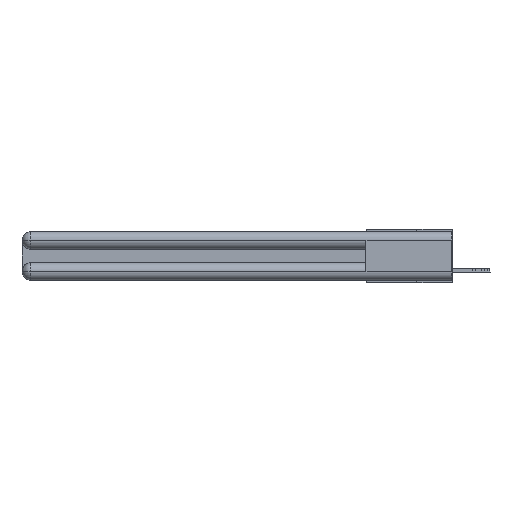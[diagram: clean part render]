
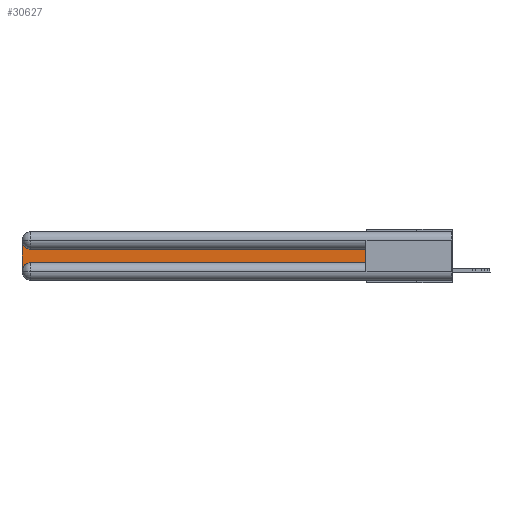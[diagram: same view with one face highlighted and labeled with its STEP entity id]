
A CAD part, left-side view. The second image highlights one B-rep face of the part: STEP entity #30627.
In plain terms, the highlighted planar face has unit normal (-1, 0, 0).
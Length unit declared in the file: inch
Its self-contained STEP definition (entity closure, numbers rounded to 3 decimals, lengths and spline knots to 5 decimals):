
#519 = CARTESIAN_POINT ( 'NONE',  ( 0.075, 3., -0.0625 ) ) ;
#930 = LINE ( 'NONE', #3957, #18981 ) ;
#1155 = VERTEX_POINT ( 'NONE', #31648 ) ;
#1427 = DIRECTION ( 'NONE',  ( 0., 1., 0. ) ) ;
#1531 = CARTESIAN_POINT ( 'NONE',  ( 0.075, 0.6, -0.2175 ) ) ;
#1724 = CARTESIAN_POINT ( 'NONE',  ( 0.075, 3., -0.1225 ) ) ;
#2231 = CARTESIAN_POINT ( 'NONE',  ( 0.075, 2.94, -0.0625 ) ) ;
#2238 = VECTOR ( 'NONE', #3907, 39.37008 ) ;
#2285 = ORIENTED_EDGE ( 'NONE', *, *, #19709, .T. ) ;
#2293 = DIRECTION ( 'NONE',  ( 0., 0., 1. ) ) ;
#2364 = VERTEX_POINT ( 'NONE', #13540 ) ;
#3302 = AXIS2_PLACEMENT_3D ( 'NONE', #1724, #4520, #19397 ) ;
#3660 = VECTOR ( 'NONE', #1427, 39.37008 ) ;
#3907 = DIRECTION ( 'NONE',  ( 0., -1., 0. ) ) ;
#3957 = CARTESIAN_POINT ( 'NONE',  ( 0.075, 3., -0.2175 ) ) ;
#4520 = DIRECTION ( 'NONE',  ( 1., 0., 0. ) ) ;
#5897 = CARTESIAN_POINT ( 'NONE',  ( 0.075, 3., -0.2775 ) ) ;
#6541 = LINE ( 'NONE', #1531, #2238 ) ;
#7878 = ORIENTED_EDGE ( 'NONE', *, *, #24247, .T. ) ;
#8128 = ORIENTED_EDGE ( 'NONE', *, *, #23417, .T. ) ;
#9979 = CARTESIAN_POINT ( 'NONE',  ( 0.075, 2.94, -0.1225 ) ) ;
#11039 = EDGE_LOOP ( 'NONE', ( #30023, #7878, #11476, #2285, #8128, #27961 ) ) ;
#11476 = ORIENTED_EDGE ( 'NONE', *, *, #16453, .T. ) ;
#12074 = CIRCLE ( 'NONE', #23478, 0.06 ) ;
#12137 = PLANE ( 'NONE',  #3302 ) ;
#13540 = CARTESIAN_POINT ( 'NONE',  ( 0.075, 0.6, -0.2175 ) ) ;
#15038 = DIRECTION ( 'NONE',  ( 0., 0., -1. ) ) ;
#15318 = DIRECTION ( 'NONE',  ( 0., 0., -1. ) ) ;
#15650 = VECTOR ( 'NONE', #2293, 39.37008 ) ;
#16453 = EDGE_CURVE ( 'NONE', #23869, #23265, #930, .T. ) ;
#16872 = AXIS2_PLACEMENT_3D ( 'NONE', #2231, #25094, #15038 ) ;
#17293 = DIRECTION ( 'NONE',  ( 1., 0., 0. ) ) ;
#17882 = CIRCLE ( 'NONE', #16872, 0.06 ) ;
#18188 = CARTESIAN_POINT ( 'NONE',  ( 0.075, 2.94, -0.2775 ) ) ;
#18833 = LINE ( 'NONE', #22409, #15650 ) ;
#18981 = VECTOR ( 'NONE', #28739, 39.37008 ) ;
#19397 = DIRECTION ( 'NONE',  ( 0., 0., -1. ) ) ;
#19709 = EDGE_CURVE ( 'NONE', #23265, #1155, #12074, .T. ) ;
#21209 = EDGE_CURVE ( 'NONE', #28201, #28274, #32071, .T. ) ;
#22409 = CARTESIAN_POINT ( 'NONE',  ( 0.075, 0.6, -0.2175 ) ) ;
#23265 = VERTEX_POINT ( 'NONE', #5897 ) ;
#23417 = EDGE_CURVE ( 'NONE', #1155, #2364, #6541, .T. ) ;
#23478 = AXIS2_PLACEMENT_3D ( 'NONE', #18188, #17293, #15318 ) ;
#23869 = VERTEX_POINT ( 'NONE', #519 ) ;
#24247 = EDGE_CURVE ( 'NONE', #28274, #23869, #17882, .T. ) ;
#25094 = DIRECTION ( 'NONE',  ( 1., 0., 0. ) ) ;
#26965 = FACE_OUTER_BOUND ( 'NONE', #11039, .T. ) ;
#27352 = CARTESIAN_POINT ( 'NONE',  ( 0.075, 0.6, -0.1225 ) ) ;
#27961 = ORIENTED_EDGE ( 'NONE', *, *, #28142, .T. ) ;
#28142 = EDGE_CURVE ( 'NONE', #2364, #28201, #18833, .T. ) ;
#28201 = VERTEX_POINT ( 'NONE', #27352 ) ;
#28274 = VERTEX_POINT ( 'NONE', #9979 ) ;
#28739 = DIRECTION ( 'NONE',  ( 0., 0., -1. ) ) ;
#30023 = ORIENTED_EDGE ( 'NONE', *, *, #21209, .T. ) ;
#30627 = ADVANCED_FACE ( 'NONE', ( #26965 ), #12137, .F. ) ;
#31551 = CARTESIAN_POINT ( 'NONE',  ( 0.075, 0.6, -0.1225 ) ) ;
#31648 = CARTESIAN_POINT ( 'NONE',  ( 0.075, 2.94, -0.2175 ) ) ;
#32071 = LINE ( 'NONE', #31551, #3660 ) ;
